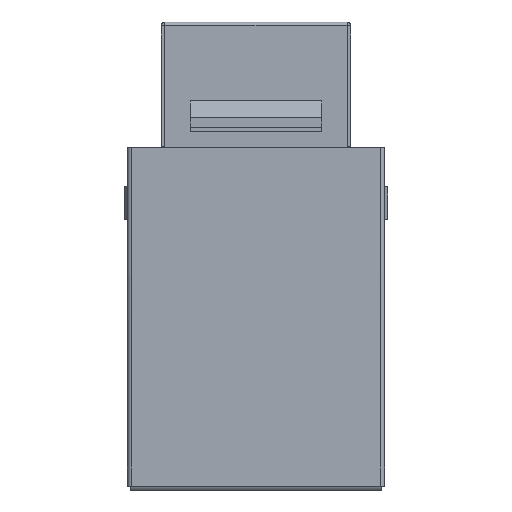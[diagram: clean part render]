
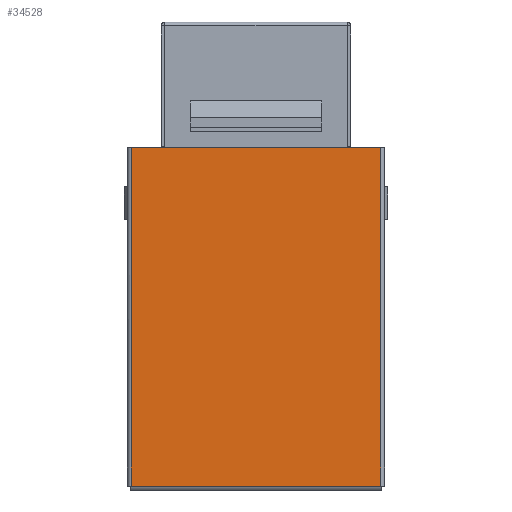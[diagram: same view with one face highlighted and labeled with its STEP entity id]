
A CAD part, front view. The second image highlights one B-rep face of the part: STEP entity #34528.
In plain terms, the highlighted face is planar.
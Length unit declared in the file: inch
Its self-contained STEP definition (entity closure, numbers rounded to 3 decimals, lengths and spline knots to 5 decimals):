
#30567 = CARTESIAN_POINT ( 'NONE',  ( -0.378, 0.012, 0.3175 ) ) ;
#30615 = DIRECTION ( 'NONE',  ( -1., 0., 0. ) ) ;
#30616 = VECTOR ( 'NONE', #30615, 39.37008 ) ;
#30617 = CARTESIAN_POINT ( 'NONE',  ( 0.38, 1.04, 0.3175 ) ) ;
#30618 = LINE ( 'NONE', #30617, #30616 ) ;
#30619 = CARTESIAN_POINT ( 'NONE',  ( 0.378, 1.04, 0.3175 ) ) ;
#30620 = CARTESIAN_POINT ( 'NONE',  ( -0.378, 1.04, 0.3175 ) ) ;
#30621 = DIRECTION ( 'NONE',  ( 0., -1., 0. ) ) ;
#30622 = VECTOR ( 'NONE', #30621, 39.37008 ) ;
#30623 = CARTESIAN_POINT ( 'NONE',  ( -0.378, 1.04, 0.3175 ) ) ;
#30624 = LINE ( 'NONE', #30623, #30622 ) ;
#30639 = DIRECTION ( 'NONE',  ( 1., 0., 0. ) ) ;
#30640 = DIRECTION ( 'NONE',  ( 0., 0., 1. ) ) ;
#30641 = CARTESIAN_POINT ( 'NONE',  ( 0.38, 0., 0.3175 ) ) ;
#30642 = AXIS2_PLACEMENT_3D ( 'NONE', #30641, #30640, #30639 ) ;
#30644 = PLANE ( 'NONE',  #30642 ) ;
#30645 = FACE_OUTER_BOUND ( 'NONE', #34506, .T. ) ;
#30678 = DIRECTION ( 'NONE',  ( -1., 0., 0. ) ) ;
#30679 = VECTOR ( 'NONE', #30678, 39.37008 ) ;
#30680 = CARTESIAN_POINT ( 'NONE',  ( 0.38, 0.012, 0.3175 ) ) ;
#30681 = LINE ( 'NONE', #30680, #30679 ) ;
#30682 = CARTESIAN_POINT ( 'NONE',  ( 0.378, 0.012, 0.3175 ) ) ;
#30735 = DIRECTION ( 'NONE',  ( 0., 1., 0. ) ) ;
#30736 = VECTOR ( 'NONE', #30735, 39.37008 ) ;
#30737 = CARTESIAN_POINT ( 'NONE',  ( 0.378, 0.012, 0.3175 ) ) ;
#30743 = LINE ( 'NONE', #30737, #30736 ) ;
#34496 = VERTEX_POINT ( 'NONE', #30567 ) ;
#34500 = EDGE_CURVE ( 'NONE', #34502, #34496, #30624, .T. ) ;
#34501 = ORIENTED_EDGE ( 'NONE', *, *, #34500, .T. ) ;
#34502 = VERTEX_POINT ( 'NONE', #30620 ) ;
#34503 = VERTEX_POINT ( 'NONE', #30619 ) ;
#34504 = EDGE_CURVE ( 'NONE', #34503, #34502, #30618, .T. ) ;
#34505 = ORIENTED_EDGE ( 'NONE', *, *, #34504, .T. ) ;
#34506 = EDGE_LOOP ( 'NONE', ( #34505, #34501, #34541, #34568 ) ) ;
#34528 = ADVANCED_FACE ( 'NONE', ( #30645 ), #30644, .T. ) ;
#34539 = VERTEX_POINT ( 'NONE', #30682 ) ;
#34540 = EDGE_CURVE ( 'NONE', #34539, #34496, #30681, .T. ) ;
#34541 = ORIENTED_EDGE ( 'NONE', *, *, #34540, .F. ) ;
#34568 = ORIENTED_EDGE ( 'NONE', *, *, #34575, .T. ) ;
#34575 = EDGE_CURVE ( 'NONE', #34539, #34503, #30743, .T. ) ;
